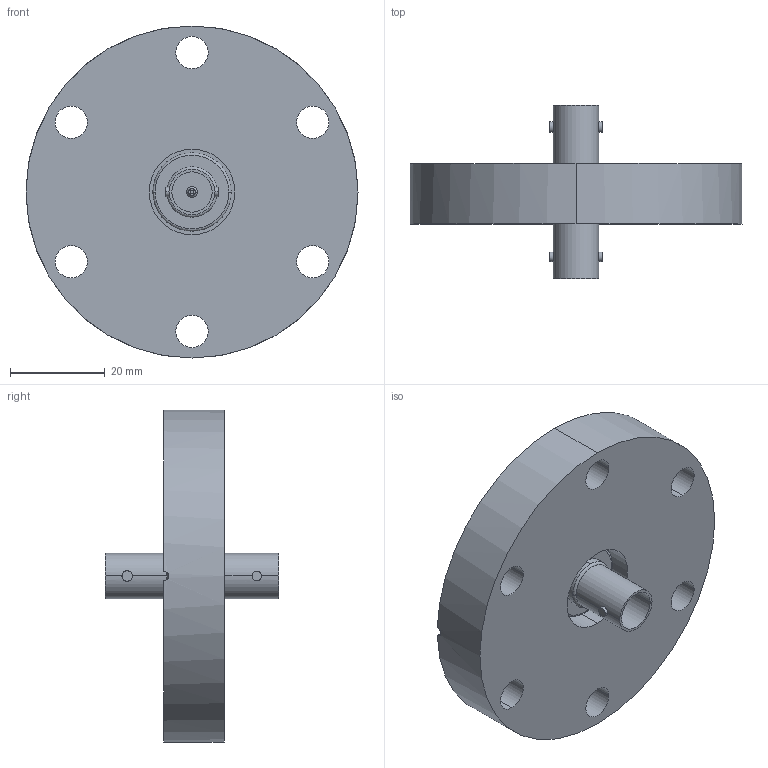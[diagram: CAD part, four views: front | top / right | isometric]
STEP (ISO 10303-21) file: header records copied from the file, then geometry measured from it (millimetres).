
FILE_DESCRIPTION (( 'STEP AP214' ), '1' );
FILE_NAME ('242-BNCD50-C40.STEP', '2016-04-28T11:42:46', ( '' ), ( '' ), 'SwSTEP 2.0', 'SolidWorks 2014', '' );
FILE_SCHEMA (( 'AUTOMOTIVE_DESIGN' ));
Length unit declared in the file: millimetre
Products named in the file (3): 242-BNCD50-I; 9411-C40-16.5_9411-C40-16.5-2; 242-BNCD50-C40
Assembly tree (2 placements, depth 2):
  242-BNCD50-C40
    9411-C40-16.5_9411-C40-16.5-2
    242-BNCD50-I
Bounding box: 69.9 x 36.5 x 69.9 mm (x, y, z)
Volume: 42231.5 mm3; surface area: 15646.3 mm2
Topology: 2 solids, 3 shells, 90 faces, 204 edges, 130 vertices
Faces by surface type: cylinder 56, plane 22, cone 8, bspline 4
Entity records: 3120 total; most frequent: CARTESIAN_POINT 693, DIRECTION 492, ORIENTED_EDGE 408, AXIS2_PLACEMENT_3D 211, EDGE_CURVE 204, VERTEX_POINT 130, CIRCLE 120, EDGE_LOOP 116
